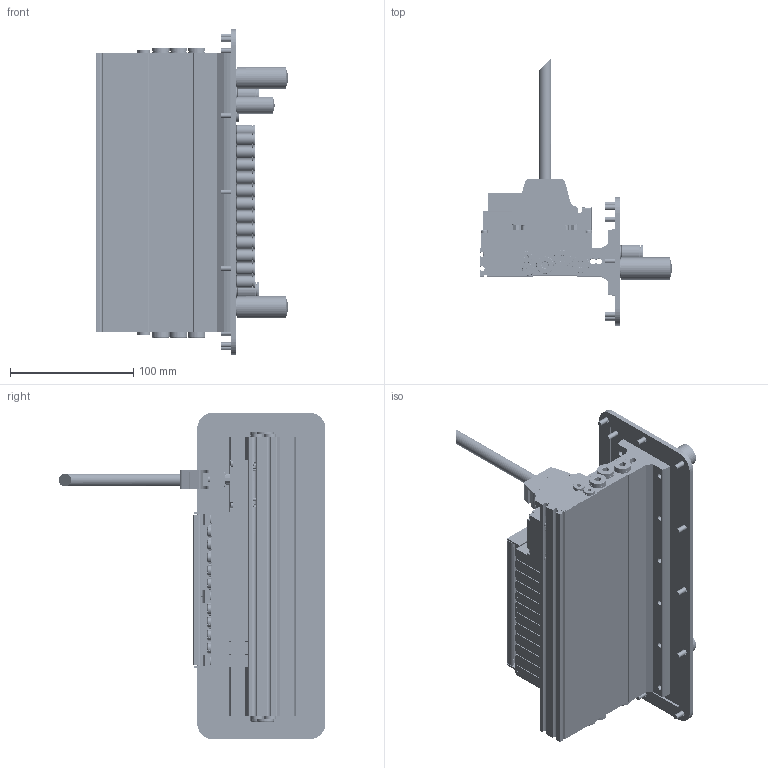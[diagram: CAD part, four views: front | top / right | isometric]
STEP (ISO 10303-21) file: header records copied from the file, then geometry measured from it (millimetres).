
FILE_DESCRIPTION(/* description */ ('VTUG-MP-Ventilinsel'),/* implementation_level */ '2;1');
FILE_NAME(/* name */ 'VTUG 10, 12 met doorvoerplaat en Multi-pin.stp',/* time_stamp */ '2018-07-11T11:00:50+02:00',/* author */ ('user'),/* organization */ ('FESTO'),/* preprocessor_version */ 'ST-DEVELOPER v16.5',/* originating_system */ 'Autodesk Inventor 2017',/* authorisation */ '');
FILE_SCHEMA (('AUTOMOTIVE_DESIGN { 1 0 10303 214 3 1 1 }'));
Length unit declared in the file: millimetre
Products named in the file (20): 573606 VTUG-10-MSDR-B1T-25V20-G18FD-DTFD-M7SFD-12VK+TTSC; 573605 VABM-L1-10-HWS2-G18-12-GR-- ---(MF); 573413 VUVG-B10-T32C-MZT-F-1T1L---(V_M7); 730988 F-M2x34-10.9; 3568 B-1/8---(VTUG); 174309 B-M7---(VTUG); 573445 VAEM-L1-S-M1-25---(0)_p; 1426888 F-M3x17-10.9; 573460 ASCF-H-L1-10-12V---(T); 1478897 ASCF-H-L1-L---(S); 1488418 ASCF-H-L1---(H); 1491427 ASCF-H-L1-R---(S); doorvoerplaat 12 32 kleinipt; rubber 12 32; 575417 NEBV-S1G25-K-2.5-N-LE25-S6; 161419 UC-1/8; 165004 UC-1/4; 578406 NPQH-BK-G18-P10; 578376 NPQH-DK-G18-Q8-P10; 133007 QSM-M7-6-I-R
Assembly tree (89 placements, depth 2):
  573606 VTUG-10-MSDR-B1T-25V20-G18FD-DTFD-M7SFD-12VK+TTSC
    573605 VABM-L1-10-HWS2-G18-12-GR-- ---(MF)
    573413 VUVG-B10-T32C-MZT-F-1T1L---(V_M7)  x12
    730988 F-M2x34-10.9  x24
    3568 B-1/8---(VTUG)  x6
    174309 B-M7---(VTUG)  x4
    573445 VAEM-L1-S-M1-25---(0)_p
    1426888 F-M3x17-10.9  x4
    573460 ASCF-H-L1-10-12V---(T)
    1478897 ASCF-H-L1-L---(S)
    1488418 ASCF-H-L1---(H)
    1491427 ASCF-H-L1-R---(S)
    doorvoerplaat 12 32 kleinipt
    rubber 12 32
    575417 NEBV-S1G25-K-2.5-N-LE25-S6
    161419 UC-1/8
    165004 UC-1/4  x2
    578406 NPQH-BK-G18-P10
    578376 NPQH-DK-G18-Q8-P10  x2
    133007 QSM-M7-6-I-R  x24
Bounding box: 155.8 x 216.45 x 265 mm (x, y, z)
Volume: 1037509.9 mm3; surface area: 413536.2 mm2
Topology: 89 solids, 89 shells, 6307 faces, 15117 edges, 9802 vertices
Faces by surface type: plane 3856, cylinder 1566, cone 568, torus 189, sphere 99, bspline 29
Full cylindrical faces by diameter (mm): 0.95 x25, 1.022 x1, 1.2 x25, 1.314 x1, 1.567 x24, 1.69 x24, 2 x24, 2.156 x2, 2.459 x4, 2.5 x2, 2.6 x7, 2.65 x24, 2.7 x32, 2.8 x4, 3 x4, 3.1 x2, 3.9 x24, 4 x39, 4.134 x13, 4.2 x60, 4.5 x24, 4.864 x1, 5 x14, 5.3 x24, 5.5 x12, 5.6 x64, 5.85 x1, 5.917 x28, 6 x27, 6.1 x24
Entity records: 53328 total; most frequent: CARTESIAN_POINT 10720, DIRECTION 8971, ORIENTED_EDGE 7532, EDGE_CURVE 3766, AXIS2_PLACEMENT_3D 3499, EDGE_LOOP 2863, VERTEX_POINT 2807, LINE 1973
